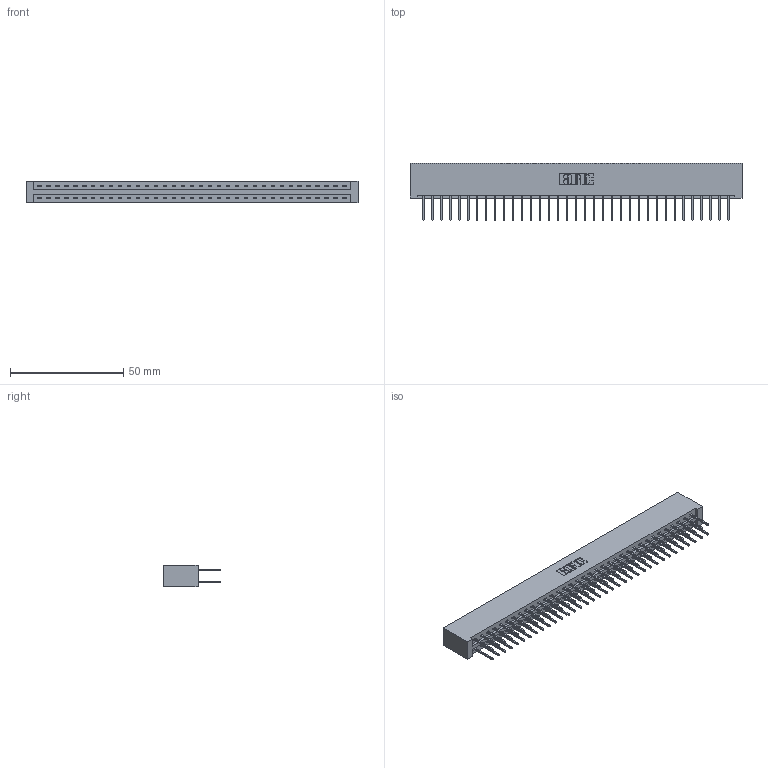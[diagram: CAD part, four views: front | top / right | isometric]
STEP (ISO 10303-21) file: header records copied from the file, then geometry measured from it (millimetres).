
FILE_DESCRIPTION (( 'STEP AP203' ), '1' );
FILE_NAME ('337-070-523-201.STEP', '2019-10-10T01:07:39', ( '' ), ( '' ), 'SwSTEP 2.0', 'SolidWorks 2016', '' );
FILE_SCHEMA (( 'CONFIG_CONTROL_DESIGN' ));
Length unit declared in the file: inch
Products named in the file (3): 337-070-523-201; 337 Part_No Mounting Lugs; 345-292-001_345-293-123
Assembly tree (71 placements, depth 2):
  337-070-523-201
    337 Part_No Mounting Lugs
    345-292-001_345-293-123  x70
Bounding box: 146.56 x 25.15 x 9.4 mm (x, y, z)
Volume: 16256.5 mm3; surface area: 19047.9 mm2
Topology: 71 solids, 71 shells, 3886 faces, 11557 edges, 7610 vertices
Faces by surface type: plane 2726, cylinder 1160
Entity records: 27783 total; most frequent: CARTESIAN_POINT 4686, ORIENTED_EDGE 4622, DIRECTION 3991, EDGE_CURVE 2311, LINE 2191, VECTOR 2191, VERTEX_POINT 1538, AXIS2_PLACEMENT_3D 900
